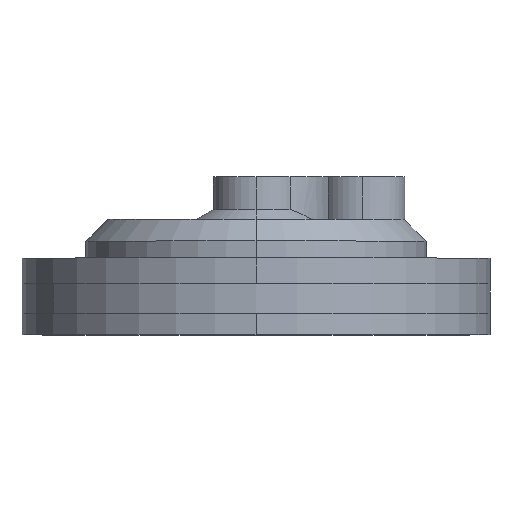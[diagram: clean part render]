
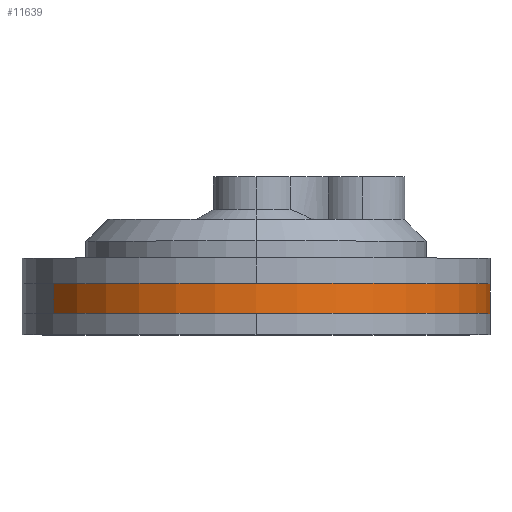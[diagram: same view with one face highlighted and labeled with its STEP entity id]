
A CAD part, top view. The second image highlights one B-rep face of the part: STEP entity #11639.
In plain terms, the highlighted cylindrical face has radius 69.85 mm (diameter 139.7 mm), a partial arc.
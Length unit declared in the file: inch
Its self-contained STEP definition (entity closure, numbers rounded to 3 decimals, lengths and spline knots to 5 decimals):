
#83 = DIRECTION ( 'NONE',  ( 0., 1., 0. ) ) ;
#996 = CIRCLE ( 'NONE', #6454, 2.75 ) ;
#1074 = CARTESIAN_POINT ( 'NONE',  ( 0., 0.35, 0. ) ) ;
#1164 = VECTOR ( 'NONE', #16369, 39.37008 ) ;
#1830 = CYLINDRICAL_SURFACE ( 'NONE', #17581, 2.75 ) ;
#2282 = ORIENTED_EDGE ( 'NONE', *, *, #3913, .T. ) ;
#2356 = CARTESIAN_POINT ( 'NONE',  ( 0., 0., 2.75 ) ) ;
#3263 = DIRECTION ( 'NONE',  ( 0., 0., -1. ) ) ;
#3509 = EDGE_LOOP ( 'NONE', ( #3873, #14495, #8950, #2282 ) ) ;
#3873 = ORIENTED_EDGE ( 'NONE', *, *, #13627, .F. ) ;
#3913 = EDGE_CURVE ( 'NONE', #16740, #5990, #996, .T. ) ;
#4662 = EDGE_CURVE ( 'NONE', #12511, #16740, #11114, .T. ) ;
#5376 = CARTESIAN_POINT ( 'NONE',  ( 0., 0., 0. ) ) ;
#5800 = DIRECTION ( 'NONE',  ( 0., -1., 0. ) ) ;
#5834 = VERTEX_POINT ( 'NONE', #12531 ) ;
#5863 = CARTESIAN_POINT ( 'NONE',  ( 0., 0.35, -2.75 ) ) ;
#5990 = VERTEX_POINT ( 'NONE', #2356 ) ;
#6454 = AXIS2_PLACEMENT_3D ( 'NONE', #5376, #83, #9654 ) ;
#7920 = EDGE_CURVE ( 'NONE', #12511, #5834, #16310, .T. ) ;
#8616 = CARTESIAN_POINT ( 'NONE',  ( 0., 0., -2.75 ) ) ;
#8950 = ORIENTED_EDGE ( 'NONE', *, *, #4662, .T. ) ;
#9654 = DIRECTION ( 'NONE',  ( 0., 0., 1. ) ) ;
#10086 = CARTESIAN_POINT ( 'NONE',  ( 0., 0.35, 2.75 ) ) ;
#10161 = FACE_OUTER_BOUND ( 'NONE', #3509, .T. ) ;
#10296 = DIRECTION ( 'NONE',  ( 0., 1., 0. ) ) ;
#11114 = LINE ( 'NONE', #5863, #16627 ) ;
#11639 = ADVANCED_FACE ( 'NONE', ( #10161 ), #1830, .T. ) ;
#12511 = VERTEX_POINT ( 'NONE', #14943 ) ;
#12531 = CARTESIAN_POINT ( 'NONE',  ( 0., 0.35, 2.75 ) ) ;
#13036 = DIRECTION ( 'NONE',  ( 0., 0., 1. ) ) ;
#13627 = EDGE_CURVE ( 'NONE', #5834, #5990, #15545, .T. ) ;
#14495 = ORIENTED_EDGE ( 'NONE', *, *, #7920, .F. ) ;
#14943 = CARTESIAN_POINT ( 'NONE',  ( 0., 0.35, -2.75 ) ) ;
#15545 = LINE ( 'NONE', #10086, #1164 ) ;
#16310 = CIRCLE ( 'NONE', #16875, 2.75 ) ;
#16369 = DIRECTION ( 'NONE',  ( 0., -1., 0. ) ) ;
#16566 = DIRECTION ( 'NONE',  ( 0., -1., 0. ) ) ;
#16627 = VECTOR ( 'NONE', #16566, 39.37008 ) ;
#16740 = VERTEX_POINT ( 'NONE', #8616 ) ;
#16856 = CARTESIAN_POINT ( 'NONE',  ( 0., 0.35, 0. ) ) ;
#16875 = AXIS2_PLACEMENT_3D ( 'NONE', #1074, #10296, #13036 ) ;
#17581 = AXIS2_PLACEMENT_3D ( 'NONE', #16856, #5800, #3263 ) ;
